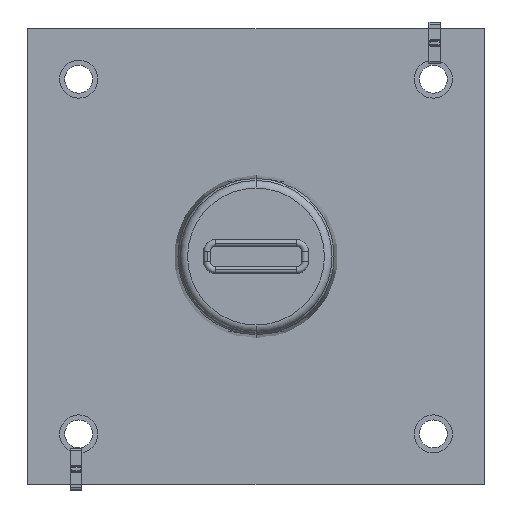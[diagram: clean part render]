
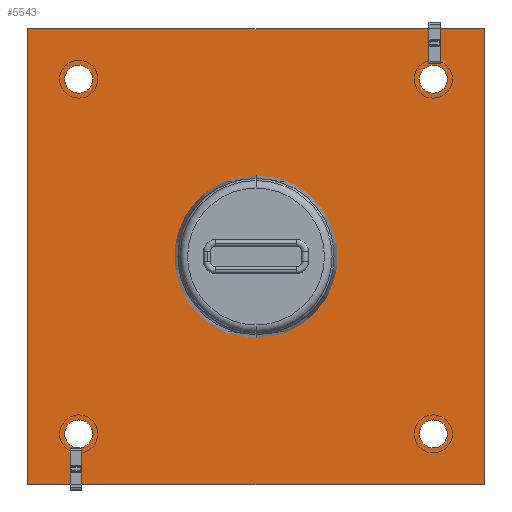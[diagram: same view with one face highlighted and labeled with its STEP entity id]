
A CAD part, front view. The second image highlights one B-rep face of the part: STEP entity #5543.
In plain terms, the highlighted planar face has unit normal (0, -1, 0).
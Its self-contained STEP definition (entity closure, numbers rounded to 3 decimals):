
#410 = EDGE_CURVE ( 'NONE', #1119, #1117, #2519, .T. ) ;
#417 = EDGE_CURVE ( 'NONE', #1110, #1109, #2536, .T. ) ;
#418 = EDGE_CURVE ( 'NONE', #1102, #1101, #2537, .T. ) ;
#419 = EDGE_CURVE ( 'NONE', #1098, #1097, #2538, .T. ) ;
#420 = EDGE_CURVE ( 'NONE', #1123, #1124, #2539, .T. ) ;
#435 = EDGE_CURVE ( 'NONE', #1124, #1123, #2562, .T. ) ;
#457 = EDGE_CURVE ( 'NONE', #1114, #1119, #2595, .T. ) ;
#458 = EDGE_CURVE ( 'NONE', #1106, #1105, #2600, .T. ) ;
#1097 = VERTEX_POINT ( 'NONE', #2226 ) ;
#1098 = VERTEX_POINT ( 'NONE', #2227 ) ;
#1101 = VERTEX_POINT ( 'NONE', #2230 ) ;
#1102 = VERTEX_POINT ( 'NONE', #2231 ) ;
#1105 = VERTEX_POINT ( 'NONE', #2234 ) ;
#1106 = VERTEX_POINT ( 'NONE', #2235 ) ;
#1109 = VERTEX_POINT ( 'NONE', #2238 ) ;
#1110 = VERTEX_POINT ( 'NONE', #2239 ) ;
#1113 = VERTEX_POINT ( 'NONE', #2242 ) ;
#1114 = VERTEX_POINT ( 'NONE', #2243 ) ;
#1117 = VERTEX_POINT ( 'NONE', #2246 ) ;
#1119 = VERTEX_POINT ( 'NONE', #2248 ) ;
#1123 = VERTEX_POINT ( 'NONE', #2252 ) ;
#1124 = VERTEX_POINT ( 'NONE', #2253 ) ;
#1529 = CARTESIAN_POINT ( 'NONE',  ( -90., -8., -90. ) ) ;
#1532 = DIRECTION ( 'NONE',  ( -1., 0., 0. ) ) ;
#1543 = CARTESIAN_POINT ( 'NONE',  ( 70., -8., -70. ) ) ;
#1548 = CARTESIAN_POINT ( 'NONE',  ( -70., -8., 70. ) ) ;
#1550 = DIRECTION ( 'NONE',  ( 0., -1., 0. ) ) ;
#1551 = DIRECTION ( 'NONE',  ( 0., 0., -1. ) ) ;
#1553 = DIRECTION ( 'NONE',  ( 0., -1., 0. ) ) ;
#1554 = DIRECTION ( 'NONE',  ( 0., 0., -1. ) ) ;
#1555 = CARTESIAN_POINT ( 'NONE',  ( -70., -8., -70. ) ) ;
#1556 = DIRECTION ( 'NONE',  ( 0., -1., 0. ) ) ;
#1557 = DIRECTION ( 'NONE',  ( 0., 0., -1. ) ) ;
#1558 = CARTESIAN_POINT ( 'NONE',  ( 0., -8., 0. ) ) ;
#1559 = DIRECTION ( 'NONE',  ( 0., -1., 0. ) ) ;
#1560 = DIRECTION ( 'NONE',  ( 0., 0., -1. ) ) ;
#1590 = CARTESIAN_POINT ( 'NONE',  ( 0., -8., 0. ) ) ;
#1595 = DIRECTION ( 'NONE',  ( 0., -1., 0. ) ) ;
#1596 = DIRECTION ( 'NONE',  ( 0., 0., -1. ) ) ;
#1647 = CARTESIAN_POINT ( 'NONE',  ( 90., -8., 90. ) ) ;
#1648 = DIRECTION ( 'NONE',  ( 0., 0., -1. ) ) ;
#1649 = CARTESIAN_POINT ( 'NONE',  ( 70., -8., 70. ) ) ;
#1651 = DIRECTION ( 'NONE',  ( 0., -1., 0. ) ) ;
#1652 = DIRECTION ( 'NONE',  ( 0., 0., -1. ) ) ;
#2226 = CARTESIAN_POINT ( 'NONE',  ( -70., -8., -64.5 ) ) ;
#2227 = CARTESIAN_POINT ( 'NONE',  ( -70., -8., -75.5 ) ) ;
#2230 = CARTESIAN_POINT ( 'NONE',  ( 70., -8., -64.5 ) ) ;
#2231 = CARTESIAN_POINT ( 'NONE',  ( 70., -8., -75.5 ) ) ;
#2234 = CARTESIAN_POINT ( 'NONE',  ( 70., -8., 75.5 ) ) ;
#2235 = CARTESIAN_POINT ( 'NONE',  ( 70., -8., 64.5 ) ) ;
#2238 = CARTESIAN_POINT ( 'NONE',  ( -70., -8., 75.5 ) ) ;
#2239 = CARTESIAN_POINT ( 'NONE',  ( -70., -8., 64.5 ) ) ;
#2242 = CARTESIAN_POINT ( 'NONE',  ( -90., -8., 90. ) ) ;
#2243 = CARTESIAN_POINT ( 'NONE',  ( 90., -8., 90. ) ) ;
#2246 = CARTESIAN_POINT ( 'NONE',  ( -90., -8., -90. ) ) ;
#2248 = CARTESIAN_POINT ( 'NONE',  ( 90., -8., -90. ) ) ;
#2252 = CARTESIAN_POINT ( 'NONE',  ( 0., -8., -31. ) ) ;
#2253 = CARTESIAN_POINT ( 'NONE',  ( 0., -8., 31. ) ) ;
#2519 = LINE ( 'NONE', #1529, #2524 ) ;
#2524 = VECTOR ( 'NONE', #1532, 1000. ) ;
#2536 = CIRCLE ( 'NONE', #4296, 5.5 ) ;
#2537 = CIRCLE ( 'NONE', #4304, 5.5 ) ;
#2538 = CIRCLE ( 'NONE', #4305, 5.5 ) ;
#2539 = CIRCLE ( 'NONE', #4307, 31. ) ;
#2562 = CIRCLE ( 'NONE', #4313, 31. ) ;
#2595 = LINE ( 'NONE', #1647, #2596 ) ;
#2596 = VECTOR ( 'NONE', #1648, 1000. ) ;
#2600 = CIRCLE ( 'NONE', #4321, 5.5 ) ;
#4165 = EDGE_CURVE ( 'NONE', #1117, #1113, #6420, .T. ) ;
#4166 = EDGE_CURVE ( 'NONE', #1105, #1106, #6424, .T. ) ;
#4172 = EDGE_CURVE ( 'NONE', #1097, #1098, #6431, .T. ) ;
#4275 = EDGE_CURVE ( 'NONE', #1101, #1102, #6584, .T. ) ;
#4280 = EDGE_CURVE ( 'NONE', #1113, #1114, #6588, .T. ) ;
#4285 = EDGE_CURVE ( 'NONE', #1109, #1110, #6602, .T. ) ;
#4296 = AXIS2_PLACEMENT_3D ( 'NONE', #1548, #1550, #1551 ) ;
#4304 = AXIS2_PLACEMENT_3D ( 'NONE', #1543, #1553, #1554 ) ;
#4305 = AXIS2_PLACEMENT_3D ( 'NONE', #1555, #1556, #1557 ) ;
#4307 = AXIS2_PLACEMENT_3D ( 'NONE', #1558, #1559, #1560 ) ;
#4313 = AXIS2_PLACEMENT_3D ( 'NONE', #1590, #1595, #1596 ) ;
#4321 = AXIS2_PLACEMENT_3D ( 'NONE', #1649, #1651, #1652 ) ;
#5543 = ADVANCED_FACE ( 'NONE', ( #6872, #6874, #6876, #6878, #6869, #6867 ), #8568, .T. ) ;
#6420 = LINE ( 'NONE', #7477, #6421 ) ;
#6421 = VECTOR ( 'NONE', #7478, 1000. ) ;
#6424 = CIRCLE ( 'NONE', #8290, 5.5 ) ;
#6431 = CIRCLE ( 'NONE', #8295, 5.5 ) ;
#6584 = CIRCLE ( 'NONE', #8339, 5.5 ) ;
#6588 = LINE ( 'NONE', #7776, #6590 ) ;
#6590 = VECTOR ( 'NONE', #7789, 1000. ) ;
#6602 = CIRCLE ( 'NONE', #8340, 5.5 ) ;
#6867 = FACE_OUTER_BOUND ( 'NONE', #9230, .T. ) ;
#6869 = FACE_BOUND ( 'NONE', #9222, .T. ) ;
#6872 = FACE_BOUND ( 'NONE', #9212, .T. ) ;
#6874 = FACE_BOUND ( 'NONE', #9231, .T. ) ;
#6876 = FACE_BOUND ( 'NONE', #9232, .T. ) ;
#6878 = FACE_BOUND ( 'NONE', #9251, .T. ) ;
#7477 = CARTESIAN_POINT ( 'NONE',  ( -90., -8., 90. ) ) ;
#7478 = DIRECTION ( 'NONE',  ( 0., 0., 1. ) ) ;
#7479 = CARTESIAN_POINT ( 'NONE',  ( 70., -8., 70. ) ) ;
#7481 = DIRECTION ( 'NONE',  ( 0., -1., 0. ) ) ;
#7482 = DIRECTION ( 'NONE',  ( 0., 0., -1. ) ) ;
#7491 = CARTESIAN_POINT ( 'NONE',  ( -70., -8., -70. ) ) ;
#7497 = DIRECTION ( 'NONE',  ( 0., -1., 0. ) ) ;
#7498 = DIRECTION ( 'NONE',  ( 0., 0., -1. ) ) ;
#7774 = CARTESIAN_POINT ( 'NONE',  ( 70., -8., -70. ) ) ;
#7776 = CARTESIAN_POINT ( 'NONE',  ( -90., -8., 90. ) ) ;
#7777 = DIRECTION ( 'NONE',  ( 0., -1., 0. ) ) ;
#7778 = DIRECTION ( 'NONE',  ( 0., 0., -1. ) ) ;
#7788 = CARTESIAN_POINT ( 'NONE',  ( -70., -8., 70. ) ) ;
#7789 = DIRECTION ( 'NONE',  ( 1., 0., 0. ) ) ;
#7799 = DIRECTION ( 'NONE',  ( 0., -1., 0. ) ) ;
#7800 = DIRECTION ( 'NONE',  ( 0., 0., -1. ) ) ;
#8290 = AXIS2_PLACEMENT_3D ( 'NONE', #7479, #7481, #7482 ) ;
#8295 = AXIS2_PLACEMENT_3D ( 'NONE', #7491, #7497, #7498 ) ;
#8339 = AXIS2_PLACEMENT_3D ( 'NONE', #7774, #7777, #7778 ) ;
#8340 = AXIS2_PLACEMENT_3D ( 'NONE', #7788, #7799, #7800 ) ;
#8483 = AXIS2_PLACEMENT_3D ( 'NONE', #8566, #8571, #8572 ) ;
#8566 = CARTESIAN_POINT ( 'NONE',  ( 90., -8., -90. ) ) ;
#8568 = PLANE ( 'NONE',  #8483 ) ;
#8571 = DIRECTION ( 'NONE',  ( 0., -1., 0. ) ) ;
#8572 = DIRECTION ( 'NONE',  ( 0., 0., -1. ) ) ;
#9212 = EDGE_LOOP ( 'NONE', ( #9694, #9693 ) ) ;
#9222 = EDGE_LOOP ( 'NONE', ( #9686, #9685 ) ) ;
#9230 = EDGE_LOOP ( 'NONE', ( #9684, #9683, #9682, #9681 ) ) ;
#9231 = EDGE_LOOP ( 'NONE', ( #9692, #9690 ) ) ;
#9232 = EDGE_LOOP ( 'NONE', ( #9689, #9691 ) ) ;
#9251 = EDGE_LOOP ( 'NONE', ( #9688, #9687 ) ) ;
#9681 = ORIENTED_EDGE ( 'NONE', *, *, #410, .F. ) ;
#9682 = ORIENTED_EDGE ( 'NONE', *, *, #4165, .F. ) ;
#9683 = ORIENTED_EDGE ( 'NONE', *, *, #4280, .F. ) ;
#9684 = ORIENTED_EDGE ( 'NONE', *, *, #457, .F. ) ;
#9685 = ORIENTED_EDGE ( 'NONE', *, *, #435, .F. ) ;
#9686 = ORIENTED_EDGE ( 'NONE', *, *, #420, .F. ) ;
#9687 = ORIENTED_EDGE ( 'NONE', *, *, #417, .F. ) ;
#9688 = ORIENTED_EDGE ( 'NONE', *, *, #4285, .F. ) ;
#9689 = ORIENTED_EDGE ( 'NONE', *, *, #4166, .F. ) ;
#9690 = ORIENTED_EDGE ( 'NONE', *, *, #418, .F. ) ;
#9691 = ORIENTED_EDGE ( 'NONE', *, *, #458, .F. ) ;
#9692 = ORIENTED_EDGE ( 'NONE', *, *, #4275, .F. ) ;
#9693 = ORIENTED_EDGE ( 'NONE', *, *, #419, .F. ) ;
#9694 = ORIENTED_EDGE ( 'NONE', *, *, #4172, .F. ) ;
